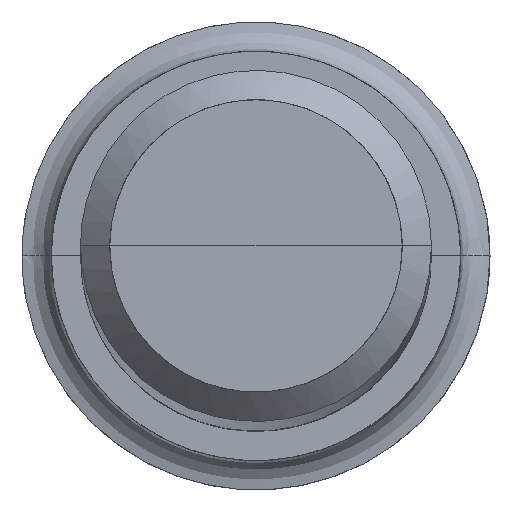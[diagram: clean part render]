
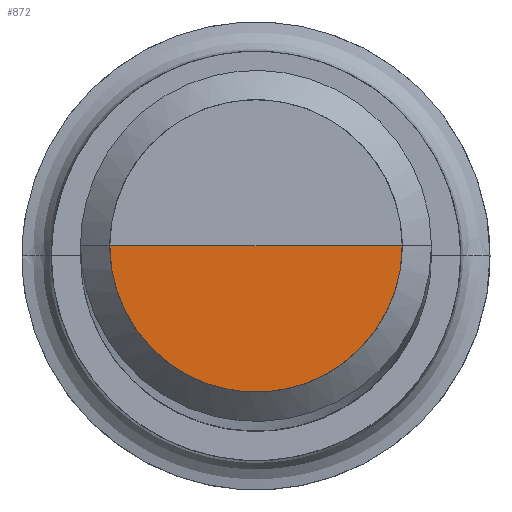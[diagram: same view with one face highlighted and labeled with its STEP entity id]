
A CAD part, top view. The second image highlights one B-rep face of the part: STEP entity #872.
In plain terms, the highlighted free-form (B-spline) face has degree [1, 2] with [2, 5] control points.
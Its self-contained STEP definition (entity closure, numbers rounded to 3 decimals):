
#199=CARTESIAN_POINT('',(2.5,0.0,90.0));
#203=CARTESIAN_POINT('',(-2.5,0.0,90.0));
#204=CARTESIAN_POINT('',(0.0,0.0,90.0));
#211=CARTESIAN_POINT('',(-2.5,-2.5,90.0));
#212=CARTESIAN_POINT('',(0.0,-2.5,90.0));
#213=CARTESIAN_POINT('',(2.5,-2.5,90.0));
#857=(
BOUNDED_SURFACE()
B_SPLINE_SURFACE(1,2,(
(#203,#211,#212,#213,#199),
(#204,#204,#204,#204,#204)
), .UNSPECIFIED.,.F.,.F.,.F.)
B_SPLINE_SURFACE_WITH_KNOTS((2,2),(3,2,3),(
0.0,1.0),(
0.0,0.5,1.0), .UNSPECIFIED.)
GEOMETRIC_REPRESENTATION_ITEM()
RATIONAL_B_SPLINE_SURFACE(((1.0,0.707,1.0,0.707,1.0),
(1.0,0.707,1.0,0.707,1.0)
))
REPRESENTATION_ITEM('')
SURFACE()
);
#858=(
BOUNDED_CURVE()
B_SPLINE_CURVE(1,(#204,#199),.UNSPECIFIED.,.F.,.F.)
B_SPLINE_CURVE_WITH_KNOTS((2,2),
(0.0,1.0),.UNSPECIFIED.)
CURVE()
GEOMETRIC_REPRESENTATION_ITEM()
RATIONAL_B_SPLINE_CURVE((1.0,1.0))
REPRESENTATION_ITEM('')
);
#859=(
BOUNDED_CURVE()
B_SPLINE_CURVE(2,(#199,#213,#212,#211,#203),.UNSPECIFIED.,.F.,.F.)
B_SPLINE_CURVE_WITH_KNOTS((3,2,3),
(0.0,0.5,1.0),.UNSPECIFIED.)
CURVE()
GEOMETRIC_REPRESENTATION_ITEM()
RATIONAL_B_SPLINE_CURVE((1.0,0.707,1.0,0.707,1.0))
REPRESENTATION_ITEM('')
);
#860=(
BOUNDED_CURVE()
B_SPLINE_CURVE(1,(#203,#204),.UNSPECIFIED.,.F.,.F.)
B_SPLINE_CURVE_WITH_KNOTS((2,2),
(0.0,1.0),.UNSPECIFIED.)
CURVE()
GEOMETRIC_REPRESENTATION_ITEM()
RATIONAL_B_SPLINE_CURVE((1.0,1.0))
REPRESENTATION_ITEM('')
);
#861=VERTEX_POINT('',#199);
#862=VERTEX_POINT('',#203);
#863=VERTEX_POINT('',#204);
#864=EDGE_CURVE('',#863,#861,#858,.T.);
#865=EDGE_CURVE('',#861,#862,#859,.T.);
#866=EDGE_CURVE('',#862,#863,#860,.T.);
#867=ORIENTED_EDGE('',*,*,#864,.T.);
#868=ORIENTED_EDGE('',*,*,#865,.T.);
#869=ORIENTED_EDGE('',*,*,#866,.T.);
#870=EDGE_LOOP('',(#867,#868,#869));
#871=FACE_OUTER_BOUND('',#870,.T.);
#872=ADVANCED_FACE('',(#871),#857,.T.);
